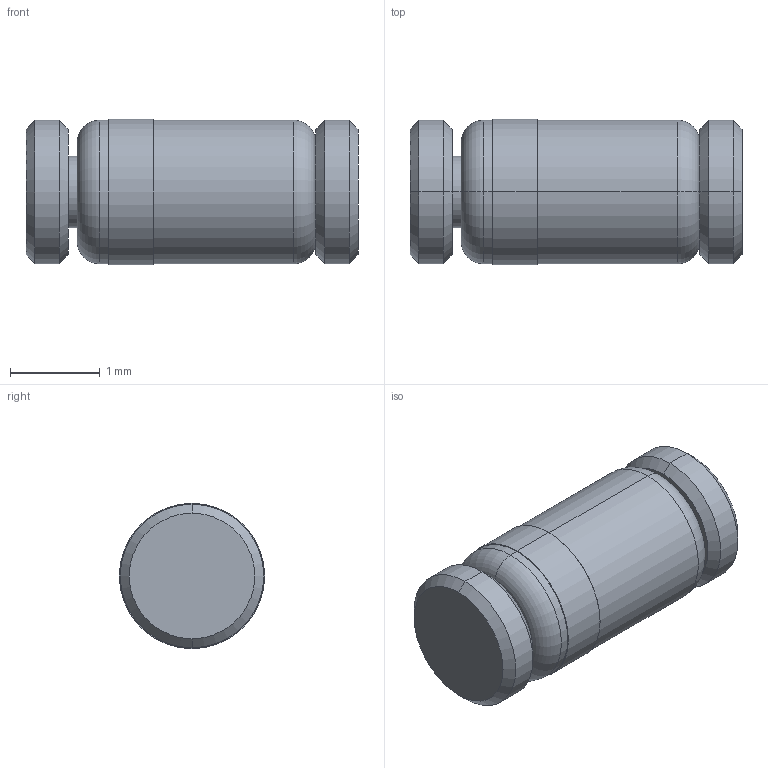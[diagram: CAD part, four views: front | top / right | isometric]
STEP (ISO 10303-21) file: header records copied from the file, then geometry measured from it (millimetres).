
FILE_DESCRIPTION (( 'STEP AP214' ), '1' );
FILE_NAME ('ll41.STEP', '2024-08-03T13:32:47', ( '' ), ( '' ), 'SwSTEP 2.0', 'SolidWorks 2020', '' );
FILE_SCHEMA (( 'AUTOMOTIVE_DESIGN' ));
Length unit declared in the file: millimetre
Products named in the file (1): ll41
Bounding box: 3.7 x 1.62 x 1.62 mm (x, y, z)
Volume: 7.1 mm3; surface area: 27.2 mm2
Topology: 2 solids, 2 shells, 32 faces, 60 edges, 36 vertices
Faces by surface type: cylinder 12, cone 8, plane 8, torus 4
Entity records: 1203 total; most frequent: DIRECTION 166, CARTESIAN_POINT 129, ORIENTED_EDGE 120, AXIS2_PLACEMENT_3D 73, EDGE_CURVE 60, CIRCLE 40, UNCERTAINTY_MEASURE_WITH_UNIT 36, EDGE_LOOP 36
